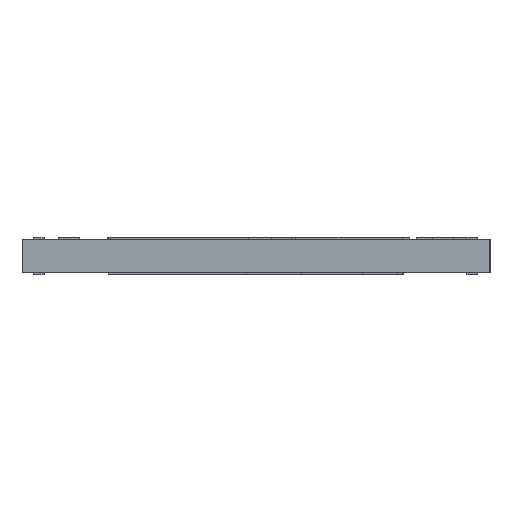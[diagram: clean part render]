
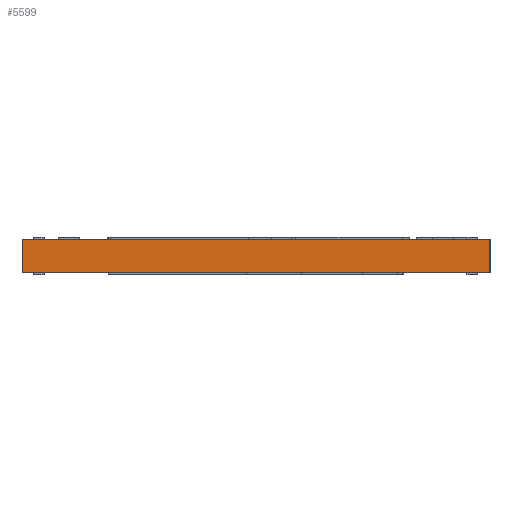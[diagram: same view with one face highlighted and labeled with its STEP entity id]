
A CAD part, left-side view. The second image highlights one B-rep face of the part: STEP entity #5599.
In plain terms, the highlighted planar face has unit normal (-1, 0, 0).
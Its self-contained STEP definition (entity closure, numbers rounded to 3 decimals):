
#583=PLANE('',#6413);
#853=FACE_OUTER_BOUND('',#1123,.T.);
#1123=EDGE_LOOP('',(#4349,#4350,#4351,#4352));
#1669=LINE('',#9209,#2059);
#1670=LINE('',#9211,#2060);
#1671=LINE('',#9213,#2061);
#1672=LINE('',#9214,#2062);
#2059=VECTOR('',#7669,10.);
#2060=VECTOR('',#7670,10.);
#2061=VECTOR('',#7671,10.);
#2062=VECTOR('',#7672,10.);
#2899=VERTEX_POINT('',#9207);
#2900=VERTEX_POINT('',#9208);
#2901=VERTEX_POINT('',#9210);
#2902=VERTEX_POINT('',#9212);
#3509=EDGE_CURVE('',#2899,#2900,#1669,.T.);
#3510=EDGE_CURVE('',#2900,#2901,#1670,.T.);
#3511=EDGE_CURVE('',#2902,#2901,#1671,.T.);
#3512=EDGE_CURVE('',#2899,#2902,#1672,.T.);
#4349=ORIENTED_EDGE('',*,*,#3509,.T.);
#4350=ORIENTED_EDGE('',*,*,#3510,.T.);
#4351=ORIENTED_EDGE('',*,*,#3511,.F.);
#4352=ORIENTED_EDGE('',*,*,#3512,.F.);
#5599=ADVANCED_FACE('',(#853),#583,.T.);
#6413=AXIS2_PLACEMENT_3D('',#9206,#7667,#7668);
#7667=DIRECTION('center_axis',(-1.,0.,0.));
#7668=DIRECTION('ref_axis',(0.,-1.,0.));
#7669=DIRECTION('',(0.,-1.,0.));
#7670=DIRECTION('',(0.,0.,1.));
#7671=DIRECTION('',(0.,-1.,0.));
#7672=DIRECTION('',(0.,0.,1.));
#9206=CARTESIAN_POINT('Origin',(0.,22.22,0.));
#9207=CARTESIAN_POINT('',(0.,22.22,0.));
#9208=CARTESIAN_POINT('',(0.,0.,0.));
#9209=CARTESIAN_POINT('',(0.,22.22,0.));
#9210=CARTESIAN_POINT('',(0.,0.,1.57));
#9211=CARTESIAN_POINT('',(0.,0.,0.));
#9212=CARTESIAN_POINT('',(0.,22.22,1.57));
#9213=CARTESIAN_POINT('',(0.,22.22,1.57));
#9214=CARTESIAN_POINT('',(0.,22.22,0.));
